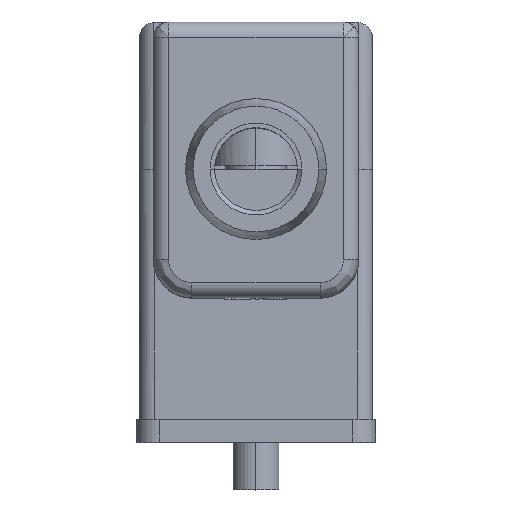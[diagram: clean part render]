
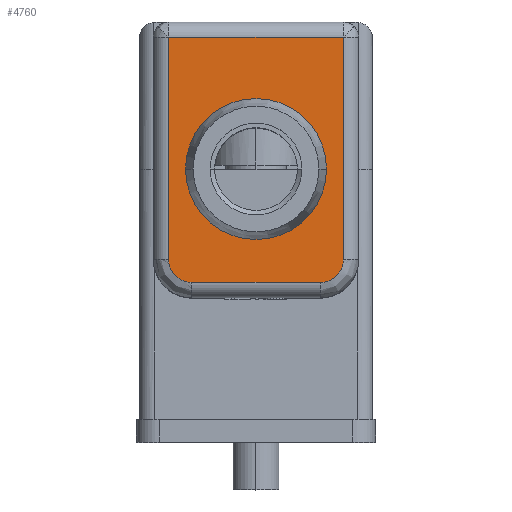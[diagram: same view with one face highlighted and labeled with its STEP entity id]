
A CAD part, top view. The second image highlights one B-rep face of the part: STEP entity #4760.
In plain terms, the highlighted planar face has unit normal (0, 0, 1).
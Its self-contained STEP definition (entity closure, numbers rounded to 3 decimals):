
#215 = VERTEX_POINT ( 'NONE', #10385 ) ;
#510 = FACE_BOUND ( 'NONE', #16400, .T. ) ;
#511 = CARTESIAN_POINT ( 'NONE',  ( -4.847, -8.254, 26. ) ) ;
#519 = DIRECTION ( 'NONE',  ( 0., 0., -1. ) ) ;
#586 = CARTESIAN_POINT ( 'NONE',  ( -5.604, -7.428, 26. ) ) ;
#600 = DIRECTION ( 'NONE',  ( -1., 0., 0. ) ) ;
#614 = CIRCLE ( 'NONE', #9748, 4.6 ) ;
#643 = ORIENTED_EDGE ( 'NONE', *, *, #7395, .T. ) ;
#722 = CARTESIAN_POINT ( 'NONE',  ( 4.2, -8.4, 26. ) ) ;
#762 = CARTESIAN_POINT ( 'NONE',  ( -5.7, -6.9, 26. ) ) ;
#783 = CARTESIAN_POINT ( 'NONE',  ( 5.7, -6.9, 26. ) ) ;
#837 = ORIENTED_EDGE ( 'NONE', *, *, #10783, .T. ) ;
#859 = CARTESIAN_POINT ( 'NONE',  ( 4.295, -8.4, 26. ) ) ;
#1206 = CARTESIAN_POINT ( 'NONE',  ( -4.6, -1., 26. ) ) ;
#1578 = CARTESIAN_POINT ( 'NONE',  ( -5.7, 7.6, 26. ) ) ;
#1985 = CARTESIAN_POINT ( 'NONE',  ( -4.2, -8.4, 26. ) ) ;
#2131 = CARTESIAN_POINT ( 'NONE',  ( 0., -1., 26. ) ) ;
#2284 = PLANE ( 'NONE',  #18721 ) ;
#2395 = CARTESIAN_POINT ( 'NONE',  ( 5.115, -8.107, 26. ) ) ;
#2565 = LINE ( 'NONE', #18924, #7697 ) ;
#2896 = VERTEX_POINT ( 'NONE', #15728 ) ;
#3530 = CARTESIAN_POINT ( 'NONE',  ( -5.069, -8.13, 26. ) ) ;
#3664 = CARTESIAN_POINT ( 'NONE',  ( -5.627, -7.363, 26. ) ) ;
#3768 = VECTOR ( 'NONE', #10477, 1000. ) ;
#4013 = LINE ( 'NONE', #12920, #11786 ) ;
#4215 = ORIENTED_EDGE ( 'NONE', *, *, #7854, .T. ) ;
#4256 = CIRCLE ( 'NONE', #6916, 4.6 ) ;
#4760 = ADVANCED_FACE ( 'NONE', ( #9060, #510 ), #2284, .T. ) ;
#5342 = CARTESIAN_POINT ( 'NONE',  ( -4.774, -8.286, 26. ) ) ;
#5556 = CARTESIAN_POINT ( 'NONE',  ( 5.665, -7.275, 26. ) ) ;
#6178 = EDGE_CURVE ( 'NONE', #15388, #19929, #2565, .T. ) ;
#6230 = EDGE_CURVE ( 'NONE', #6493, #215, #4256, .T. ) ;
#6324 = DIRECTION ( 'NONE',  ( 1., 0., 0. ) ) ;
#6493 = VERTEX_POINT ( 'NONE', #1206 ) ;
#6820 = DIRECTION ( 'NONE',  ( 1., 0., 0. ) ) ;
#6916 = AXIS2_PLACEMENT_3D ( 'NONE', #2131, #519, #600 ) ;
#6978 = VERTEX_POINT ( 'NONE', #783 ) ;
#7063 = CARTESIAN_POINT ( 'NONE',  ( 5.7, -7.091, 26. ) ) ;
#7395 = EDGE_CURVE ( 'NONE', #15388, #7569, #17969, .T. ) ;
#7556 = EDGE_LOOP ( 'NONE', ( #643, #4215, #11864, #18861, #7966, #13609 ) ) ;
#7569 = VERTEX_POINT ( 'NONE', #762 ) ;
#7697 = VECTOR ( 'NONE', #6324, 1000. ) ;
#7854 = EDGE_CURVE ( 'NONE', #7569, #2896, #17208, .T. ) ;
#7966 = ORIENTED_EDGE ( 'NONE', *, *, #16455, .T. ) ;
#8228 = CARTESIAN_POINT ( 'NONE',  ( -4.916, -8.22, 26. ) ) ;
#8498 = CARTESIAN_POINT ( 'NONE',  ( 5.7, -6.9, 26. ) ) ;
#8771 = CARTESIAN_POINT ( 'NONE',  ( 5.575, -7.5, 26. ) ) ;
#9060 = FACE_OUTER_BOUND ( 'NONE', #7556, .T. ) ;
#9661 = DIRECTION ( 'NONE',  ( 0., -1., 0. ) ) ;
#9748 = AXIS2_PLACEMENT_3D ( 'NONE', #16944, #19033, #17355 ) ;
#9912 = DIRECTION ( 'NONE',  ( 0., 1., 0. ) ) ;
#10085 = CARTESIAN_POINT ( 'NONE',  ( 4.708, -8.312, 26. ) ) ;
#10153 = CARTESIAN_POINT ( 'NONE',  ( 4.595, -8.348, 26. ) ) ;
#10210 = CARTESIAN_POINT ( 'NONE',  ( 4.436, -8.387, 26. ) ) ;
#10385 = CARTESIAN_POINT ( 'NONE',  ( 4.6, -1., 26. ) ) ;
#10477 = DIRECTION ( 'NONE',  ( 1., 0., 0. ) ) ;
#10783 = EDGE_CURVE ( 'NONE', #215, #6493, #614, .T. ) ;
#10976 = CARTESIAN_POINT ( 'NONE',  ( -5.7, -1., 26. ) ) ;
#11197 = CARTESIAN_POINT ( 'NONE',  ( 5.7, 7.6, 26. ) ) ;
#11470 = CARTESIAN_POINT ( 'NONE',  ( -5.188, -8.034, 26. ) ) ;
#11498 = DIRECTION ( 'NONE',  ( 0., 0., 1. ) ) ;
#11680 = CARTESIAN_POINT ( 'NONE',  ( 5.586, -7.474, 26. ) ) ;
#11744 = CARTESIAN_POINT ( 'NONE',  ( 5.334, -7.888, 26. ) ) ;
#11786 = VECTOR ( 'NONE', #9912, 1000. ) ;
#11864 = ORIENTED_EDGE ( 'NONE', *, *, #14331, .T. ) ;
#12406 = VECTOR ( 'NONE', #9661, 1000. ) ;
#12516 = ORIENTED_EDGE ( 'NONE', *, *, #6230, .T. ) ;
#12776 = B_SPLINE_CURVE_WITH_KNOTS ( 'NONE', 3,
 ( #722, #859, #10210, #10153, #14767, #10085, #14904, #19467, #2395, #11744, #16356, #16479, #16419, #8771, #11680, #5556, #7063, #8498 ),
 .UNSPECIFIED., .F., .F.,
 ( 4, 1, 1, 2, 2, 2, 1, 1, 2, 2, 4 ),
 ( 0., 0.125, 0.188, 0.219, 0.25, 0.5, 0.625, 0.688, 0.719, 0.75, 1. ),
 .UNSPECIFIED. ) ;
#12820 = CARTESIAN_POINT ( 'NONE',  ( -4.391, -8.4, 26. ) ) ;
#12920 = CARTESIAN_POINT ( 'NONE',  ( 5.7, -1., 26. ) ) ;
#13079 = CARTESIAN_POINT ( 'NONE',  ( -4.8, -8.275, 26. ) ) ;
#13106 = CARTESIAN_POINT ( 'NONE',  ( -6.7, -1., 26. ) ) ;
#13609 = ORIENTED_EDGE ( 'NONE', *, *, #6178, .F. ) ;
#13838 = CARTESIAN_POINT ( 'NONE',  ( -4.2, -8.4, 26. ) ) ;
#14331 = EDGE_CURVE ( 'NONE', #2896, #18062, #17158, .T. ) ;
#14563 = CARTESIAN_POINT ( 'NONE',  ( -5.519, -7.644, 26. ) ) ;
#14632 = CARTESIAN_POINT ( 'NONE',  ( -5.7, -6.995, 26. ) ) ;
#14737 = EDGE_CURVE ( 'NONE', #18062, #6978, #12776, .T. ) ;
#14767 = CARTESIAN_POINT ( 'NONE',  ( 4.663, -8.327, 26. ) ) ;
#14904 = CARTESIAN_POINT ( 'NONE',  ( 4.728, -8.304, 26. ) ) ;
#15120 = CARTESIAN_POINT ( 'NONE',  ( 4.2, -8.4, 26. ) ) ;
#15388 = VERTEX_POINT ( 'NONE', #1578 ) ;
#15728 = CARTESIAN_POINT ( 'NONE',  ( -4.2, -8.4, 26. ) ) ;
#15945 = CARTESIAN_POINT ( 'NONE',  ( -5.687, -7.136, 26. ) ) ;
#16080 = CARTESIAN_POINT ( 'NONE',  ( -5.7, -6.9, 26. ) ) ;
#16147 = CARTESIAN_POINT ( 'NONE',  ( -5.612, -7.408, 26. ) ) ;
#16356 = CARTESIAN_POINT ( 'NONE',  ( 5.43, -7.769, 26. ) ) ;
#16400 = EDGE_LOOP ( 'NONE', ( #12516, #837 ) ) ;
#16419 = CARTESIAN_POINT ( 'NONE',  ( 5.554, -7.547, 26. ) ) ;
#16455 = EDGE_CURVE ( 'NONE', #6978, #19929, #4013, .T. ) ;
#16479 = CARTESIAN_POINT ( 'NONE',  ( 5.52, -7.616, 26. ) ) ;
#16944 = CARTESIAN_POINT ( 'NONE',  ( 0., -1., 26. ) ) ;
#17158 = LINE ( 'NONE', #13838, #3768 ) ;
#17208 = B_SPLINE_CURVE_WITH_KNOTS ( 'NONE', 3,
 ( #16080, #14632, #15945, #17768, #3664, #16147, #586, #14563, #17512, #11470, #3530, #8228, #511, #13079, #5342, #19202, #12820, #1985 ),
 .UNSPECIFIED., .F., .F.,
 ( 4, 1, 1, 2, 2, 2, 1, 1, 2, 2, 4 ),
 ( 0., 0.125, 0.187, 0.219, 0.25, 0.5, 0.625, 0.688, 0.719, 0.75, 1. ),
 .UNSPECIFIED. ) ;
#17355 = DIRECTION ( 'NONE',  ( -1., 0., 0. ) ) ;
#17512 = CARTESIAN_POINT ( 'NONE',  ( -5.407, -7.815, 26. ) ) ;
#17768 = CARTESIAN_POINT ( 'NONE',  ( -5.648, -7.295, 26. ) ) ;
#17969 = LINE ( 'NONE', #10976, #12406 ) ;
#18062 = VERTEX_POINT ( 'NONE', #15120 ) ;
#18721 = AXIS2_PLACEMENT_3D ( 'NONE', #13106, #11498, #6820 ) ;
#18861 = ORIENTED_EDGE ( 'NONE', *, *, #14737, .T. ) ;
#18924 = CARTESIAN_POINT ( 'NONE',  ( 6.76, 7.6, 26. ) ) ;
#19033 = DIRECTION ( 'NONE',  ( 0., 0., -1. ) ) ;
#19202 = CARTESIAN_POINT ( 'NONE',  ( -4.575, -8.365, 26. ) ) ;
#19467 = CARTESIAN_POINT ( 'NONE',  ( 4.944, -8.219, 26. ) ) ;
#19929 = VERTEX_POINT ( 'NONE', #11197 ) ;
